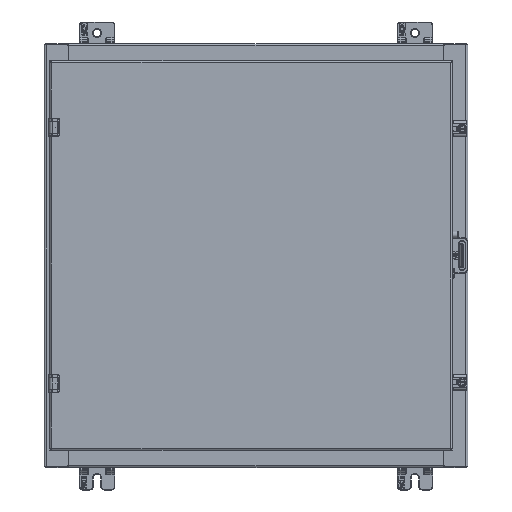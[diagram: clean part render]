
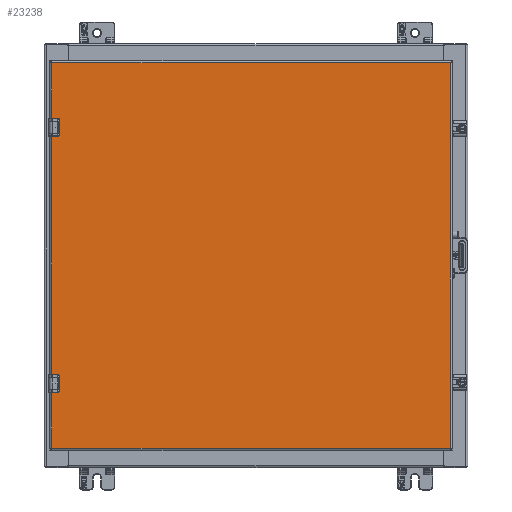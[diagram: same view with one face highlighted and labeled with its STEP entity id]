
A CAD part, top view. The second image highlights one B-rep face of the part: STEP entity #23238.
In plain terms, the highlighted planar face has unit normal (0, 0, -1).
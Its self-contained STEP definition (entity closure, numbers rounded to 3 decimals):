
#395 = FACE_OUTER_BOUND ( 'NONE', #209512, .T. ) ;
#4111 = VECTOR ( 'NONE', #198108, 39.37 ) ;
#4838 = DIRECTION ( 'NONE',  ( 0., -1., 0. ) ) ;
#9362 = CARTESIAN_POINT ( 'NONE',  ( -11.558, -10.914, 9.073 ) ) ;
#10219 = CARTESIAN_POINT ( 'NONE',  ( -11.165, 7.595, 9.073 ) ) ;
#11235 = ORIENTED_EDGE ( 'NONE', *, *, #17263, .F. ) ;
#12340 = EDGE_CURVE ( 'NONE', #122511, #34529, #22295, .T. ) ;
#13404 = ORIENTED_EDGE ( 'NONE', *, *, #119935, .F. ) ;
#14632 = VECTOR ( 'NONE', #174764, 39.37 ) ;
#14853 = ORIENTED_EDGE ( 'NONE', *, *, #196969, .F. ) ;
#17263 = EDGE_CURVE ( 'NONE', #188619, #30046, #54894, .T. ) ;
#21437 = CARTESIAN_POINT ( 'NONE',  ( -11.558, -7.595, 9.073 ) ) ;
#22295 = LINE ( 'NONE', #76045, #82701 ) ;
#23238 = ADVANCED_FACE ( 'NONE', ( #395 ), #34682, .F. ) ;
#23699 = LINE ( 'NONE', #145154, #195499 ) ;
#26400 = VERTEX_POINT ( 'NONE', #131419 ) ;
#28978 = CIRCLE ( 'NONE', #65589, 0.03 ) ;
#29282 = AXIS2_PLACEMENT_3D ( 'NONE', #191688, #192811, #106798 ) ;
#29579 = CARTESIAN_POINT ( 'NONE',  ( 11.008, -11.031, 9.073 ) ) ;
#29581 = DIRECTION ( 'NONE',  ( 0., -1., 0. ) ) ;
#30046 = VERTEX_POINT ( 'NONE', #129918 ) ;
#33803 = CARTESIAN_POINT ( 'NONE',  ( -11.558, -11.031, 9.073 ) ) ;
#33912 = ORIENTED_EDGE ( 'NONE', *, *, #47840, .F. ) ;
#34159 = DIRECTION ( 'NONE',  ( 1., 0., 0. ) ) ;
#34529 = VERTEX_POINT ( 'NONE', #45128 ) ;
#34682 = PLANE ( 'NONE',  #29282 ) ;
#40752 = DIRECTION ( 'NONE',  ( 0., 0., -1. ) ) ;
#41013 = VERTEX_POINT ( 'NONE', #128237 ) ;
#44953 = EDGE_CURVE ( 'NONE', #34529, #41013, #28978, .T. ) ;
#45128 = CARTESIAN_POINT ( 'NONE',  ( -11.165, 6.935, 9.073 ) ) ;
#47402 = EDGE_CURVE ( 'NONE', #53959, #137099, #119751, .T. ) ;
#47840 = EDGE_CURVE ( 'NONE', #76969, #26400, #129368, .T. ) ;
#47885 = LINE ( 'NONE', #29579, #99779 ) ;
#52558 = ORIENTED_EDGE ( 'NONE', *, *, #120773, .F. ) ;
#53023 = DIRECTION ( 'NONE',  ( 1., 0., 0. ) ) ;
#53959 = VERTEX_POINT ( 'NONE', #9362 ) ;
#54894 = CIRCLE ( 'NONE', #183028, 0.03 ) ;
#58322 = CARTESIAN_POINT ( 'NONE',  ( -11.675, 6.905, 9.073 ) ) ;
#60151 = VERTEX_POINT ( 'NONE', #212269 ) ;
#60303 = CARTESIAN_POINT ( 'NONE',  ( -11.558, 6.905, 9.073 ) ) ;
#61313 = CIRCLE ( 'NONE', #149006, 0.03 ) ;
#65589 = AXIS2_PLACEMENT_3D ( 'NONE', #192604, #141039, #214269 ) ;
#66051 = VERTEX_POINT ( 'NONE', #60303 ) ;
#70158 = VECTOR ( 'NONE', #4838, 39.37 ) ;
#73368 = VERTEX_POINT ( 'NONE', #190711 ) ;
#75471 = LINE ( 'NONE', #58322, #4111 ) ;
#76045 = CARTESIAN_POINT ( 'NONE',  ( -11.165, 6.905, 9.073 ) ) ;
#76882 = CARTESIAN_POINT ( 'NONE',  ( -11.558, -11.031, 9.073 ) ) ;
#76969 = VERTEX_POINT ( 'NONE', #157616 ) ;
#79986 = LINE ( 'NONE', #218674, #104737 ) ;
#81161 = CARTESIAN_POINT ( 'NONE',  ( -11.558, -6.905, 9.073 ) ) ;
#82701 = VECTOR ( 'NONE', #175893, 39.37 ) ;
#88355 = ORIENTED_EDGE ( 'NONE', *, *, #99431, .F. ) ;
#88521 = DIRECTION ( 'NONE',  ( 0., 0., -1. ) ) ;
#93153 = CARTESIAN_POINT ( 'NONE',  ( 11.008, 10.914, 9.073 ) ) ;
#93920 = ORIENTED_EDGE ( 'NONE', *, *, #102307, .F. ) ;
#99431 = EDGE_CURVE ( 'NONE', #26400, #122511, #141991, .T. ) ;
#99779 = VECTOR ( 'NONE', #142919, 39.37 ) ;
#102219 = LINE ( 'NONE', #172165, #123630 ) ;
#102307 = EDGE_CURVE ( 'NONE', #73368, #60151, #61313, .T. ) ;
#102672 = CARTESIAN_POINT ( 'NONE',  ( 11.008, -10.914, 9.073 ) ) ;
#104737 = VECTOR ( 'NONE', #29581, 39.37 ) ;
#106798 = DIRECTION ( 'NONE',  ( -1., 0., 0. ) ) ;
#106907 = ORIENTED_EDGE ( 'NONE', *, *, #12340, .F. ) ;
#109825 = EDGE_CURVE ( 'NONE', #41013, #66051, #75471, .T. ) ;
#113411 = VERTEX_POINT ( 'NONE', #81161 ) ;
#113691 = ORIENTED_EDGE ( 'NONE', *, *, #176261, .F. ) ;
#117656 = ORIENTED_EDGE ( 'NONE', *, *, #109825, .F. ) ;
#118597 = DIRECTION ( 'NONE',  ( 0., 0., -1. ) ) ;
#119751 = LINE ( 'NONE', #33803, #14632 ) ;
#119935 = EDGE_CURVE ( 'NONE', #166648, #152366, #47885, .T. ) ;
#120773 = EDGE_CURVE ( 'NONE', #66051, #113411, #198885, .T. ) ;
#121773 = LINE ( 'NONE', #145475, #121934 ) ;
#121934 = VECTOR ( 'NONE', #209991, 39.37 ) ;
#122511 = VERTEX_POINT ( 'NONE', #210883 ) ;
#123630 = VECTOR ( 'NONE', #154976, 39.37 ) ;
#125569 = CARTESIAN_POINT ( 'NONE',  ( -11.195, -6.935, 9.073 ) ) ;
#127473 = EDGE_CURVE ( 'NONE', #152366, #219336, #23699, .T. ) ;
#128104 = ORIENTED_EDGE ( 'NONE', *, *, #44953, .F. ) ;
#128237 = CARTESIAN_POINT ( 'NONE',  ( -11.195, 6.905, 9.073 ) ) ;
#129368 = LINE ( 'NONE', #10219, #146459 ) ;
#129918 = CARTESIAN_POINT ( 'NONE',  ( -11.195, -7.595, 9.073 ) ) ;
#130095 = DIRECTION ( 'NONE',  ( 1., 0., 0. ) ) ;
#130118 = CARTESIAN_POINT ( 'NONE',  ( -11.558, -11.031, 9.073 ) ) ;
#130556 = ORIENTED_EDGE ( 'NONE', *, *, #139828, .F. ) ;
#131419 = CARTESIAN_POINT ( 'NONE',  ( -11.195, 7.595, 9.073 ) ) ;
#137099 = VERTEX_POINT ( 'NONE', #21437 ) ;
#139828 = EDGE_CURVE ( 'NONE', #113411, #73368, #102219, .T. ) ;
#141039 = DIRECTION ( 'NONE',  ( 0., 0., -1. ) ) ;
#141991 = CIRCLE ( 'NONE', #204072, 0.03 ) ;
#142919 = DIRECTION ( 'NONE',  ( 0., 1., 0. ) ) ;
#145154 = CARTESIAN_POINT ( 'NONE',  ( 11.125, 10.914, 9.073 ) ) ;
#145475 = CARTESIAN_POINT ( 'NONE',  ( -11.675, -7.595, 9.073 ) ) ;
#146459 = VECTOR ( 'NONE', #220940, 39.37 ) ;
#147398 = EDGE_CURVE ( 'NONE', #60151, #188619, #79986, .T. ) ;
#149006 = AXIS2_PLACEMENT_3D ( 'NONE', #125569, #40752, #130095 ) ;
#152366 = VERTEX_POINT ( 'NONE', #93153 ) ;
#154976 = DIRECTION ( 'NONE',  ( 1., 0., 0. ) ) ;
#155066 = CARTESIAN_POINT ( 'NONE',  ( -11.195, -7.565, 9.073 ) ) ;
#157490 = ORIENTED_EDGE ( 'NONE', *, *, #47402, .T. ) ;
#157616 = CARTESIAN_POINT ( 'NONE',  ( -11.558, 7.595, 9.073 ) ) ;
#158612 = ORIENTED_EDGE ( 'NONE', *, *, #147398, .F. ) ;
#161764 = LINE ( 'NONE', #76882, #70158 ) ;
#164424 = VECTOR ( 'NONE', #34159, 39.37 ) ;
#166648 = VERTEX_POINT ( 'NONE', #102672 ) ;
#166796 = DIRECTION ( 'NONE',  ( 0., -1., 0. ) ) ;
#168451 = CARTESIAN_POINT ( 'NONE',  ( -11.558, 10.914, 9.073 ) ) ;
#172165 = CARTESIAN_POINT ( 'NONE',  ( -11.165, -6.905, 9.073 ) ) ;
#174764 = DIRECTION ( 'NONE',  ( 0., 1., 0. ) ) ;
#174945 = ORIENTED_EDGE ( 'NONE', *, *, #127473, .F. ) ;
#175893 = DIRECTION ( 'NONE',  ( 0., -1., 0. ) ) ;
#176261 = EDGE_CURVE ( 'NONE', #30046, #137099, #121773, .T. ) ;
#183028 = AXIS2_PLACEMENT_3D ( 'NONE', #155066, #88521, #53023 ) ;
#183585 = VECTOR ( 'NONE', #166796, 39.37 ) ;
#185121 = DIRECTION ( 'NONE',  ( 1., 0., 0. ) ) ;
#188619 = VERTEX_POINT ( 'NONE', #207128 ) ;
#188912 = CARTESIAN_POINT ( 'NONE',  ( 11.125, -10.914, 9.073 ) ) ;
#190711 = CARTESIAN_POINT ( 'NONE',  ( -11.195, -6.905, 9.073 ) ) ;
#191171 = LINE ( 'NONE', #188912, #164424 ) ;
#191688 = CARTESIAN_POINT ( 'NONE',  ( 11.125, -11.031, 9.073 ) ) ;
#192604 = CARTESIAN_POINT ( 'NONE',  ( -11.195, 6.935, 9.073 ) ) ;
#192811 = DIRECTION ( 'NONE',  ( 0., 0., 1. ) ) ;
#195499 = VECTOR ( 'NONE', #214994, 39.37 ) ;
#196969 = EDGE_CURVE ( 'NONE', #53959, #166648, #191171, .T. ) ;
#198108 = DIRECTION ( 'NONE',  ( -1., 0., 0. ) ) ;
#198885 = LINE ( 'NONE', #130118, #183585 ) ;
#203949 = EDGE_CURVE ( 'NONE', #219336, #76969, #161764, .T. ) ;
#204072 = AXIS2_PLACEMENT_3D ( 'NONE', #204510, #118597, #185121 ) ;
#204510 = CARTESIAN_POINT ( 'NONE',  ( -11.195, 7.565, 9.073 ) ) ;
#207128 = CARTESIAN_POINT ( 'NONE',  ( -11.165, -7.565, 9.073 ) ) ;
#209512 = EDGE_LOOP ( 'NONE', ( #157490, #113691, #11235, #158612, #93920, #130556, #52558, #117656, #128104, #106907, #88355, #33912, #226135, #174945, #13404, #14853 ) ) ;
#209991 = DIRECTION ( 'NONE',  ( -1., 0., 0. ) ) ;
#210883 = CARTESIAN_POINT ( 'NONE',  ( -11.165, 7.565, 9.073 ) ) ;
#212269 = CARTESIAN_POINT ( 'NONE',  ( -11.165, -6.935, 9.073 ) ) ;
#214269 = DIRECTION ( 'NONE',  ( 1., 0., 0. ) ) ;
#214994 = DIRECTION ( 'NONE',  ( -1., 0., 0. ) ) ;
#218674 = CARTESIAN_POINT ( 'NONE',  ( -11.165, -7.595, 9.073 ) ) ;
#219336 = VERTEX_POINT ( 'NONE', #168451 ) ;
#220940 = DIRECTION ( 'NONE',  ( 1., 0., 0. ) ) ;
#226135 = ORIENTED_EDGE ( 'NONE', *, *, #203949, .F. ) ;
